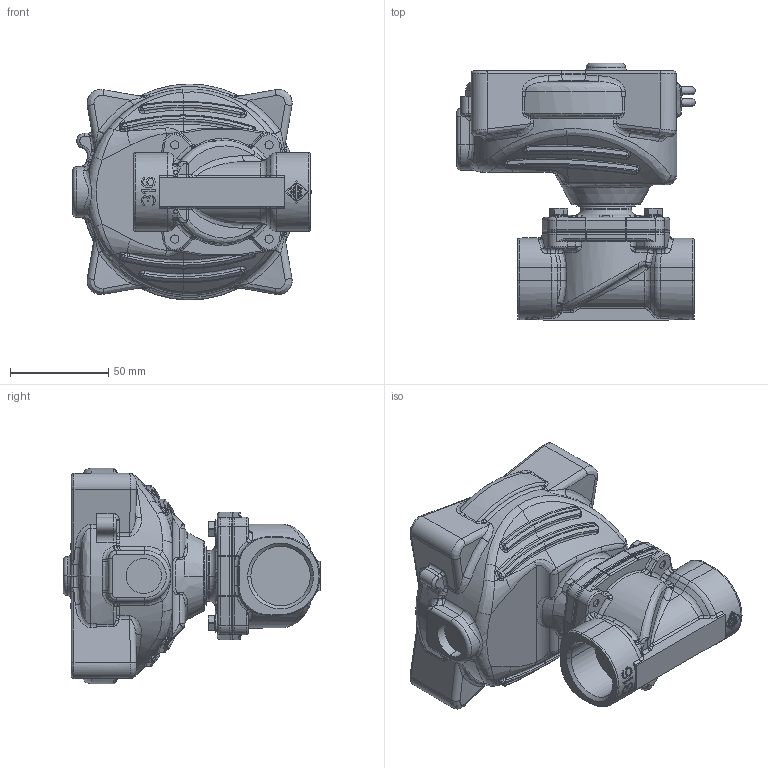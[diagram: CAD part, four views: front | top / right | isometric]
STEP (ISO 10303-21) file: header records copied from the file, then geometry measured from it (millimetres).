
FILE_DESCRIPTION((''),'2;1');
FILE_NAME('21IH6KI_ING_ASM','2011-09-23T',('romeri'),('O.D.E.'),'PRO/ENGINEER BY PARAMETRIC TECHNOLOGY CORPORATION, 2005450','PRO/ENGINEER BY PARAMETRIC TECHNOLOGY CORPORATION, 2005450','');
FILE_SCHEMA(('CONFIG_CONTROL_DESIGN'));
Products named in the file (3): 21IH6_ING; 453053; 21IH6KI_ING_ASM
Assembly tree (2 placements, depth 2):
  21IH6KI_ING_ASM
    21IH6_ING
    453053
Bounding box: 121.47 x 131.25 x 110 mm (x, y, z)
Volume: 664912.2 mm3; surface area: 73416.1 mm2
Topology: 2 solids, 6 shells, 2031 faces, 4840 edges, 2876 vertices
Faces by surface type: bspline 586, plane 536, cylinder 505, torus 282, cone 68, sphere 54
Entity records: 94858 total; most frequent: CARTESIAN_POINT 37852, ORIENTED_EDGE 9680, DIRECTION 7640, EDGE_CURVE 4840, AXIS2_PLACEMENT_3D 3095, PRESENTATION_STYLE_ASSIGNMENT 3094, VERTEX_POINT 2876, STYLED_ITEM 2772
